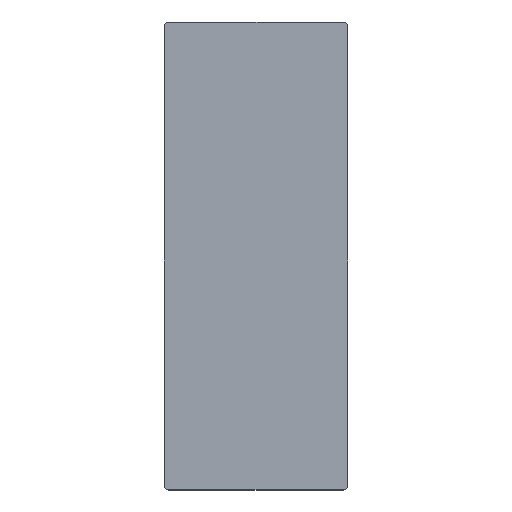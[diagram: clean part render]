
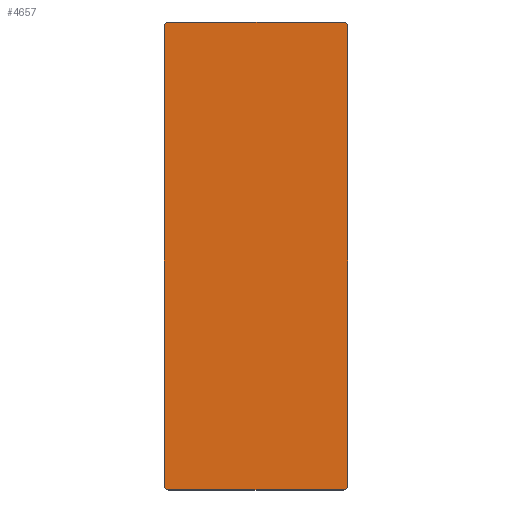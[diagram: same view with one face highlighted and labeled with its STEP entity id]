
A CAD part, top view. The second image highlights one B-rep face of the part: STEP entity #4657.
In plain terms, the highlighted planar face has unit normal (0, 0, 1).
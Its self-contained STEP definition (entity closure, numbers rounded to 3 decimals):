
#26 = EDGE_CURVE ( 'NONE', #11713, #7811, #5984, .T. ) ;
#163 = CIRCLE ( 'NONE', #12418, 1.2 ) ;
#277 = CARTESIAN_POINT ( 'NONE',  ( -23.25, 59.25, 1.5 ) ) ;
#302 = VERTEX_POINT ( 'NONE', #7084 ) ;
#336 = VECTOR ( 'NONE', #11615, 1000. ) ;
#389 = EDGE_CURVE ( 'NONE', #4169, #10758, #7742, .T. ) ;
#509 = EDGE_CURVE ( 'NONE', #4169, #11876, #163, .T. ) ;
#1043 = CARTESIAN_POINT ( 'NONE',  ( -23.25, 59.25, 1.5 ) ) ;
#1156 = EDGE_CURVE ( 'NONE', #302, #11713, #5566, .T. ) ;
#1228 = PLANE ( 'NONE',  #12521 ) ;
#1279 = DIRECTION ( 'NONE',  ( 0., 0., 1. ) ) ;
#1436 = ORIENTED_EDGE ( 'NONE', *, *, #12303, .F. ) ;
#1570 = DIRECTION ( 'NONE',  ( 1., 0., 0. ) ) ;
#1930 = ORIENTED_EDGE ( 'NONE', *, *, #8079, .T. ) ;
#2192 = LINE ( 'NONE', #277, #5124 ) ;
#2466 = DIRECTION ( 'NONE',  ( 1., 0., 0. ) ) ;
#2630 = CARTESIAN_POINT ( 'NONE',  ( -22.05, 58.05, 1.5 ) ) ;
#2763 = ORIENTED_EDGE ( 'NONE', *, *, #26, .T. ) ;
#2877 = AXIS2_PLACEMENT_3D ( 'NONE', #7044, #11182, #11304 ) ;
#3018 = CARTESIAN_POINT ( 'NONE',  ( 23.25, -58.05, 1.5 ) ) ;
#3215 = VECTOR ( 'NONE', #10115, 1000. ) ;
#3417 = EDGE_CURVE ( 'NONE', #10012, #302, #5213, .T. ) ;
#4169 = VERTEX_POINT ( 'NONE', #4609 ) ;
#4402 = EDGE_LOOP ( 'NONE', ( #1436, #1930, #10708, #6953, #2763, #12276, #10478, #7279 ) ) ;
#4609 = CARTESIAN_POINT ( 'NONE',  ( 23.25, 58.05, 1.5 ) ) ;
#4657 = ADVANCED_FACE ( 'NONE', ( #9735 ), #1228, .T. ) ;
#4768 = DIRECTION ( 'NONE',  ( 0., 0., 1. ) ) ;
#5124 = VECTOR ( 'NONE', #11691, 1000. ) ;
#5213 = LINE ( 'NONE', #1043, #8136 ) ;
#5566 = CIRCLE ( 'NONE', #2877, 1.2 ) ;
#5901 = CARTESIAN_POINT ( 'NONE',  ( -22.05, 59.25, 1.5 ) ) ;
#5984 = LINE ( 'NONE', #11200, #3215 ) ;
#6120 = AXIS2_PLACEMENT_3D ( 'NONE', #10463, #6242, #7325 ) ;
#6242 = DIRECTION ( 'NONE',  ( 0., 0., 1. ) ) ;
#6272 = EDGE_CURVE ( 'NONE', #7811, #10758, #10199, .T. ) ;
#6952 = CARTESIAN_POINT ( 'NONE',  ( -23.25, 58.05, 1.5 ) ) ;
#6953 = ORIENTED_EDGE ( 'NONE', *, *, #1156, .T. ) ;
#7044 = CARTESIAN_POINT ( 'NONE',  ( -22.05, -58.05, 1.5 ) ) ;
#7084 = CARTESIAN_POINT ( 'NONE',  ( -23.25, -58.05, 1.5 ) ) ;
#7279 = ORIENTED_EDGE ( 'NONE', *, *, #509, .T. ) ;
#7325 = DIRECTION ( 'NONE',  ( 1., 0., 0. ) ) ;
#7500 = DIRECTION ( 'NONE',  ( 1., 0., 0. ) ) ;
#7742 = LINE ( 'NONE', #10447, #336 ) ;
#7811 = VERTEX_POINT ( 'NONE', #12180 ) ;
#8079 = EDGE_CURVE ( 'NONE', #10645, #10012, #12283, .T. ) ;
#8136 = VECTOR ( 'NONE', #11380, 1000. ) ;
#8419 = DIRECTION ( 'NONE',  ( 0., 0., 1. ) ) ;
#9416 = CARTESIAN_POINT ( 'NONE',  ( 22.05, 58.05, 1.5 ) ) ;
#9428 = AXIS2_PLACEMENT_3D ( 'NONE', #2630, #4768, #1570 ) ;
#9735 = FACE_OUTER_BOUND ( 'NONE', #4402, .T. ) ;
#10012 = VERTEX_POINT ( 'NONE', #6952 ) ;
#10115 = DIRECTION ( 'NONE',  ( 1., 0., 0. ) ) ;
#10199 = CIRCLE ( 'NONE', #6120, 1.2 ) ;
#10447 = CARTESIAN_POINT ( 'NONE',  ( 23.25, 59.25, 1.5 ) ) ;
#10463 = CARTESIAN_POINT ( 'NONE',  ( 22.05, -58.05, 1.5 ) ) ;
#10478 = ORIENTED_EDGE ( 'NONE', *, *, #389, .F. ) ;
#10645 = VERTEX_POINT ( 'NONE', #5901 ) ;
#10708 = ORIENTED_EDGE ( 'NONE', *, *, #3417, .T. ) ;
#10758 = VERTEX_POINT ( 'NONE', #3018 ) ;
#10773 = CARTESIAN_POINT ( 'NONE',  ( -22.05, -59.25, 1.5 ) ) ;
#11182 = DIRECTION ( 'NONE',  ( 0., 0., 1. ) ) ;
#11200 = CARTESIAN_POINT ( 'NONE',  ( -23.25, -59.25, 1.5 ) ) ;
#11304 = DIRECTION ( 'NONE',  ( 1., 0., 0. ) ) ;
#11380 = DIRECTION ( 'NONE',  ( 0., -1., 0. ) ) ;
#11615 = DIRECTION ( 'NONE',  ( 0., -1., 0. ) ) ;
#11691 = DIRECTION ( 'NONE',  ( 1., 0., 0. ) ) ;
#11713 = VERTEX_POINT ( 'NONE', #10773 ) ;
#11876 = VERTEX_POINT ( 'NONE', #13291 ) ;
#12180 = CARTESIAN_POINT ( 'NONE',  ( 22.05, -59.25, 1.5 ) ) ;
#12276 = ORIENTED_EDGE ( 'NONE', *, *, #6272, .T. ) ;
#12283 = CIRCLE ( 'NONE', #9428, 1.2 ) ;
#12303 = EDGE_CURVE ( 'NONE', #10645, #11876, #2192, .T. ) ;
#12418 = AXIS2_PLACEMENT_3D ( 'NONE', #9416, #8419, #7500 ) ;
#12521 = AXIS2_PLACEMENT_3D ( 'NONE', #12661, #1279, #2466 ) ;
#12661 = CARTESIAN_POINT ( 'NONE',  ( 0., 0., 1.5 ) ) ;
#13291 = CARTESIAN_POINT ( 'NONE',  ( 22.05, 59.25, 1.5 ) ) ;
